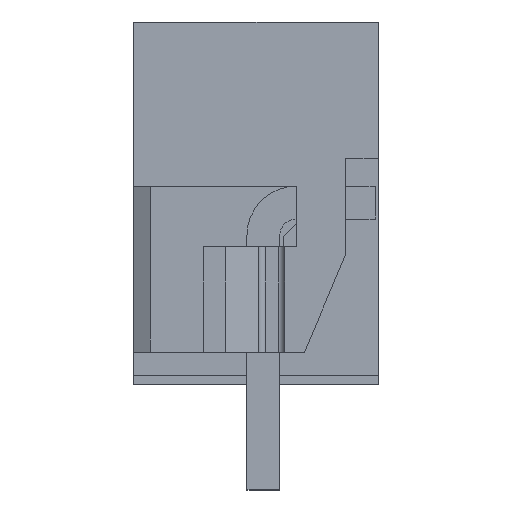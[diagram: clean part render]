
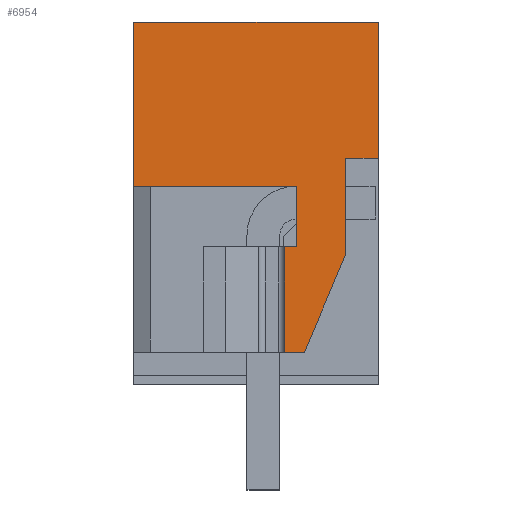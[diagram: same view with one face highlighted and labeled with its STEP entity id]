
A CAD part, left-side view. The second image highlights one B-rep face of the part: STEP entity #6954.
In plain terms, the highlighted planar face has unit normal (-1, 0, 0).
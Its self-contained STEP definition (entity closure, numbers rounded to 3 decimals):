
#6887=AXIS2_PLACEMENT_3D('Plane Axis2P3D',#6884,#6885,#6886) ;
#296=CARTESIAN_POINT('Vertex',(0.,7.45,9.25)) ;
#299=CARTESIAN_POINT('Line Origine',(0.,7.45,11.75)) ;
#303=CARTESIAN_POINT('Vertex',(0.,7.45,14.25)) ;
#6731=CARTESIAN_POINT('Vertex',(0.,2.25,4.2)) ;
#6734=CARTESIAN_POINT('Line Origine',(0.,2.55,4.2)) ;
#6738=CARTESIAN_POINT('Vertex',(0.,2.85,4.2)) ;
#6839=CARTESIAN_POINT('Line Origine',(0.,4.975,9.25)) ;
#6843=CARTESIAN_POINT('Vertex',(0.,2.5,9.25)) ;
#6884=CARTESIAN_POINT('Axis2P3D Location',(0.,7.45,1.8)) ;
#6889=CARTESIAN_POINT('Line Origine',(0.,2.85,5.8)) ;
#6893=CARTESIAN_POINT('Vertex',(0.,2.85,7.4)) ;
#6896=CARTESIAN_POINT('Line Origine',(0.,1.623,5.679)) ;
#6900=CARTESIAN_POINT('Vertex',(0.,0.997,7.158)) ;
#6903=CARTESIAN_POINT('Line Origine',(0.,0.997,8.629)) ;
#6907=CARTESIAN_POINT('Vertex',(0.,0.997,10.1)) ;
#6910=CARTESIAN_POINT('Line Origine',(0.,0.498,10.1)) ;
#6914=CARTESIAN_POINT('Vertex',(0.,0.,10.1)) ;
#6917=CARTESIAN_POINT('Line Origine',(0.,0.,12.175)) ;
#6921=CARTESIAN_POINT('Vertex',(0.,0.,14.25)) ;
#6924=CARTESIAN_POINT('Line Origine',(0.,3.725,14.25)) ;
#6929=CARTESIAN_POINT('Line Origine',(0.,2.5,8.325)) ;
#6933=CARTESIAN_POINT('Vertex',(0.,2.5,7.4)) ;
#6936=CARTESIAN_POINT('Line Origine',(0.,2.675,7.4)) ;
#300=DIRECTION('Vector Direction',(0.,0.,-1.)) ;
#6735=DIRECTION('Vector Direction',(0.,-1.,0.)) ;
#6840=DIRECTION('Vector Direction',(0.,1.,0.)) ;
#6885=DIRECTION('Axis2P3D Direction',(1.,0.,-0.)) ;
#6886=DIRECTION('Axis2P3D XDirection',(0.,0.,1.)) ;
#6890=DIRECTION('Vector Direction',(0.,0.,1.)) ;
#6897=DIRECTION('Vector Direction',(0.,0.39,-0.921)) ;
#6904=DIRECTION('Vector Direction',(0.,0.,1.)) ;
#6911=DIRECTION('Vector Direction',(0.,-1.,0.)) ;
#6918=DIRECTION('Vector Direction',(0.,0.,1.)) ;
#6925=DIRECTION('Vector Direction',(0.,1.,0.)) ;
#6930=DIRECTION('Vector Direction',(0.,0.,-1.)) ;
#6937=DIRECTION('Vector Direction',(0.,1.,0.)) ;
#301=VECTOR('Line Direction',#300,1.) ;
#6736=VECTOR('Line Direction',#6735,1.) ;
#6841=VECTOR('Line Direction',#6840,1.) ;
#6891=VECTOR('Line Direction',#6890,1.) ;
#6898=VECTOR('Line Direction',#6897,1.) ;
#6905=VECTOR('Line Direction',#6904,1.) ;
#6912=VECTOR('Line Direction',#6911,1.) ;
#6919=VECTOR('Line Direction',#6918,1.) ;
#6926=VECTOR('Line Direction',#6925,1.) ;
#6931=VECTOR('Line Direction',#6930,1.) ;
#6938=VECTOR('Line Direction',#6937,1.) ;
#6942=ORIENTED_EDGE('',*,*,#6895,.F.) ;
#6943=ORIENTED_EDGE('',*,*,#6740,.F.) ;
#6944=ORIENTED_EDGE('',*,*,#6902,.F.) ;
#6945=ORIENTED_EDGE('',*,*,#6909,.F.) ;
#6946=ORIENTED_EDGE('',*,*,#6916,.F.) ;
#6947=ORIENTED_EDGE('',*,*,#6923,.F.) ;
#6948=ORIENTED_EDGE('',*,*,#6928,.F.) ;
#6949=ORIENTED_EDGE('',*,*,#305,.F.) ;
#6950=ORIENTED_EDGE('',*,*,#6845,.F.) ;
#6951=ORIENTED_EDGE('',*,*,#6935,.F.) ;
#6952=ORIENTED_EDGE('',*,*,#6940,.F.) ;
#6954=ADVANCED_FACE('HOUSING',(#6953),#6888,.F.) ;
#305=EDGE_CURVE('',#297,#304,#302,.F.) ;
#6740=EDGE_CURVE('',#6732,#6739,#6737,.F.) ;
#6845=EDGE_CURVE('',#6844,#297,#6842,.T.) ;
#6895=EDGE_CURVE('',#6739,#6894,#6892,.T.) ;
#6902=EDGE_CURVE('',#6901,#6732,#6899,.T.) ;
#6909=EDGE_CURVE('',#6908,#6901,#6906,.F.) ;
#6916=EDGE_CURVE('',#6915,#6908,#6913,.F.) ;
#6923=EDGE_CURVE('',#6922,#6915,#6920,.F.) ;
#6928=EDGE_CURVE('',#304,#6922,#6927,.F.) ;
#6935=EDGE_CURVE('',#6934,#6844,#6932,.F.) ;
#6940=EDGE_CURVE('',#6894,#6934,#6939,.F.) ;
#6941=EDGE_LOOP('',(#6942,#6943,#6944,#6945,#6946,#6947,#6948,#6949,#6950,#6951,#6952)) ;
#6953=FACE_OUTER_BOUND('',#6941,.T.) ;
#302=LINE('Line',#299,#301) ;
#6737=LINE('Line',#6734,#6736) ;
#6842=LINE('Line',#6839,#6841) ;
#6892=LINE('Line',#6889,#6891) ;
#6899=LINE('Line',#6896,#6898) ;
#6906=LINE('Line',#6903,#6905) ;
#6913=LINE('Line',#6910,#6912) ;
#6920=LINE('Line',#6917,#6919) ;
#6927=LINE('Line',#6924,#6926) ;
#6932=LINE('Line',#6929,#6931) ;
#6939=LINE('Line',#6936,#6938) ;
#6888=PLANE('',#6887) ;
#297=VERTEX_POINT('',#296) ;
#304=VERTEX_POINT('',#303) ;
#6732=VERTEX_POINT('',#6731) ;
#6739=VERTEX_POINT('',#6738) ;
#6844=VERTEX_POINT('',#6843) ;
#6894=VERTEX_POINT('',#6893) ;
#6901=VERTEX_POINT('',#6900) ;
#6908=VERTEX_POINT('',#6907) ;
#6915=VERTEX_POINT('',#6914) ;
#6922=VERTEX_POINT('',#6921) ;
#6934=VERTEX_POINT('',#6933) ;
